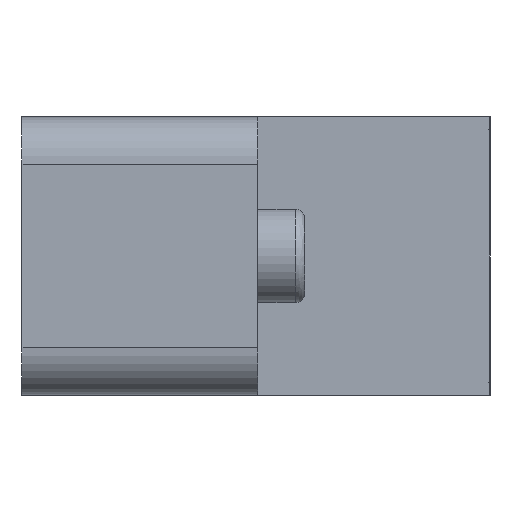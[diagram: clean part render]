
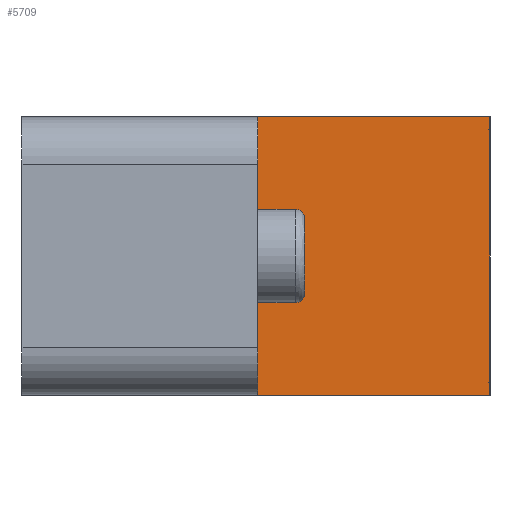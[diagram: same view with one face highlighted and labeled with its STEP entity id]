
A CAD part, left-side view. The second image highlights one B-rep face of the part: STEP entity #5709.
In plain terms, the highlighted planar face has unit normal (-1, 0, 0).
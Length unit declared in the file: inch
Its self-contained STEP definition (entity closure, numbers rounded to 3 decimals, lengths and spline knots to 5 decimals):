
#67 = ORIENTED_EDGE ( 'NONE', *, *, #4371, .F. ) ;
#262 = DIRECTION ( 'NONE',  ( 0., 0., -1. ) ) ;
#672 = CARTESIAN_POINT ( 'NONE',  ( -2.41247, 0.493, 0.0662 ) ) ;
#811 = VERTEX_POINT ( 'NONE', #6703 ) ;
#1594 = PLANE ( 'NONE',  #8082 ) ;
#2056 = VERTEX_POINT ( 'NONE', #8594 ) ;
#2880 = CARTESIAN_POINT ( 'NONE',  ( -2.41247, 0.993, 0.6562 ) ) ;
#3135 = LINE ( 'NONE', #14293, #16904 ) ;
#3936 = ORIENTED_EDGE ( 'NONE', *, *, #20499, .F. ) ;
#4202 = ORIENTED_EDGE ( 'NONE', *, *, #7269, .T. ) ;
#4371 = EDGE_CURVE ( 'NONE', #21218, #2056, #5552, .T. ) ;
#5552 = LINE ( 'NONE', #672, #19295 ) ;
#5709 = ADVANCED_FACE ( 'NONE', ( #16468 ), #1594, .F. ) ;
#6703 = CARTESIAN_POINT ( 'NONE',  ( -2.41247, 0., 0.0662 ) ) ;
#7269 = EDGE_CURVE ( 'NONE', #21592, #2056, #9113, .T. ) ;
#8082 = AXIS2_PLACEMENT_3D ( 'NONE', #22788, #10700, #262 ) ;
#8594 = CARTESIAN_POINT ( 'NONE',  ( -2.41247, 0.493, 0.6562 ) ) ;
#8657 = ORIENTED_EDGE ( 'NONE', *, *, #13942, .F. ) ;
#9113 = LINE ( 'NONE', #2880, #22530 ) ;
#9989 = DIRECTION ( 'NONE',  ( 0., 1., 0. ) ) ;
#10700 = DIRECTION ( 'NONE',  ( 1., 0., 0. ) ) ;
#10795 = VECTOR ( 'NONE', #16132, 39.37008 ) ;
#11145 = DIRECTION ( 'NONE',  ( 0., 0., -1. ) ) ;
#13942 = EDGE_CURVE ( 'NONE', #811, #21218, #20117, .T. ) ;
#14293 = CARTESIAN_POINT ( 'NONE',  ( -2.41247, 0., 0.6562 ) ) ;
#16132 = DIRECTION ( 'NONE',  ( 0., 1., 0. ) ) ;
#16468 = FACE_OUTER_BOUND ( 'NONE', #18103, .T. ) ;
#16904 = VECTOR ( 'NONE', #11145, 39.37008 ) ;
#17517 = CARTESIAN_POINT ( 'NONE',  ( -2.41247, 0.493, 0.0662 ) ) ;
#17619 = CARTESIAN_POINT ( 'NONE',  ( -2.41247, 0., 0.6562 ) ) ;
#18103 = EDGE_LOOP ( 'NONE', ( #4202, #67, #8657, #3936 ) ) ;
#19295 = VECTOR ( 'NONE', #20060, 39.37008 ) ;
#20060 = DIRECTION ( 'NONE',  ( 0., 0., 1. ) ) ;
#20117 = LINE ( 'NONE', #21552, #10795 ) ;
#20499 = EDGE_CURVE ( 'NONE', #21592, #811, #3135, .T. ) ;
#21218 = VERTEX_POINT ( 'NONE', #17517 ) ;
#21552 = CARTESIAN_POINT ( 'NONE',  ( -2.41247, 0.493, 0.0662 ) ) ;
#21592 = VERTEX_POINT ( 'NONE', #17619 ) ;
#22530 = VECTOR ( 'NONE', #9989, 39.37008 ) ;
#22788 = CARTESIAN_POINT ( 'NONE',  ( -2.41247, 0.493, 0.6562 ) ) ;
